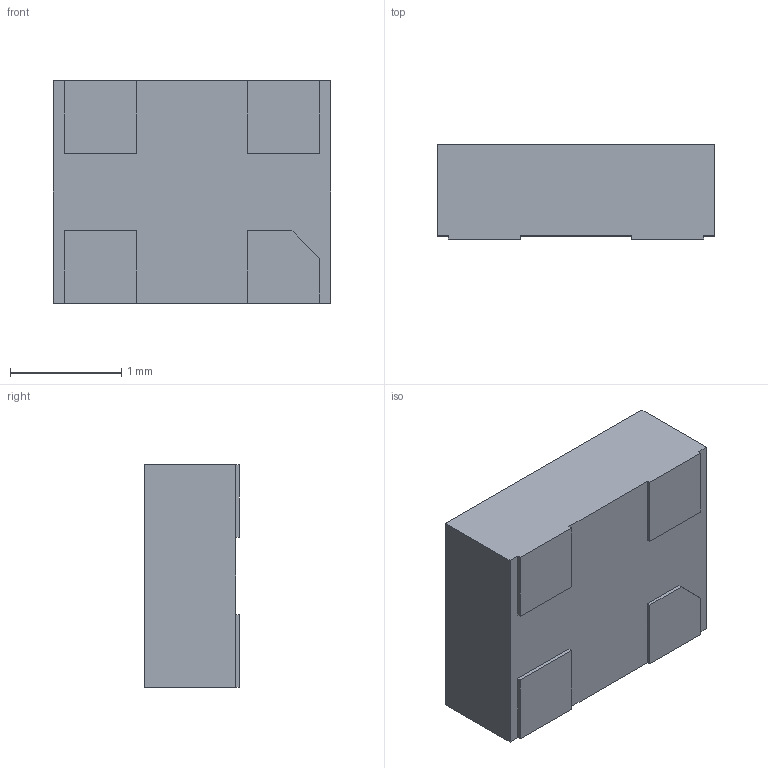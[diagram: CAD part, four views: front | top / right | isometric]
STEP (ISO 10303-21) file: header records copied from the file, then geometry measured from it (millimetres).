
FILE_DESCRIPTION (( 'STEP AP214' ), '1' );
FILE_NAME ('ASDMB.STEP', '2013-08-01T05:30:29', ( '' ), ( '' ), 'SwSTEP 2.0', 'SolidWorks 2012', '' );
FILE_SCHEMA (( 'AUTOMOTIVE_DESIGN' ));
Length unit declared in the file: millimetre
Products named in the file (1): ASDMB
Bounding box: 2.5 x 0.85 x 2 mm (x, y, z)
Volume: 4.1 mm3; surface area: 17.7 mm2
Topology: 1 solids, 1 shells, 104 faces, 279 edges, 186 vertices
Faces by surface type: plane 73, bspline 31
Entity records: 5895 total; most frequent: CARTESIAN_POINT 2321, ORIENTED_EDGE 558, DIRECTION 365, EDGE_CURVE 279, LINE 217, VECTOR 217, VERTEX_POINT 186, EDGE_LOOP 113
